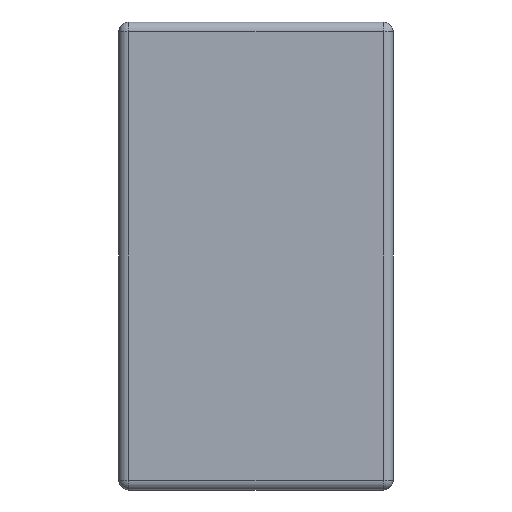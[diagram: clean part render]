
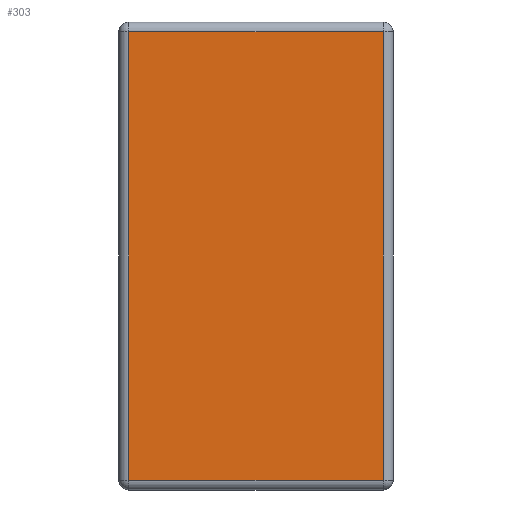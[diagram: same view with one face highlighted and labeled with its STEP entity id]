
A CAD part, left-side view. The second image highlights one B-rep face of the part: STEP entity #303.
In plain terms, the highlighted planar face has unit normal (-1, 0, 0).
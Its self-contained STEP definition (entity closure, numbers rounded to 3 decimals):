
#303 = ADVANCED_FACE ( 'NONE', ( #2410 ), #3798, .T. ) ;
#478 = DIRECTION ( 'NONE',  ( 0., -1., 0. ) ) ;
#913 = DIRECTION ( 'NONE',  ( 0., 0., 1. ) ) ;
#960 = ORIENTED_EDGE ( 'NONE', *, *, #3040, .T. ) ;
#968 = VECTOR ( 'NONE', #1403, 1000. ) ;
#981 = CARTESIAN_POINT ( 'NONE',  ( 0., 1.64, -2.84 ) ) ;
#993 = ORIENTED_EDGE ( 'NONE', *, *, #3132, .T. ) ;
#1026 = CARTESIAN_POINT ( 'NONE',  ( 0., 1.64, -2.9 ) ) ;
#1052 = CARTESIAN_POINT ( 'NONE',  ( 0., 0.06, 0. ) ) ;
#1280 = CARTESIAN_POINT ( 'NONE',  ( 0., 0.06, -2.84 ) ) ;
#1403 = DIRECTION ( 'NONE',  ( 0., 1., 0. ) ) ;
#1615 = EDGE_LOOP ( 'NONE', ( #1802, #2228, #993, #960 ) ) ;
#1643 = AXIS2_PLACEMENT_3D ( 'NONE', #3830, #4162, #913 ) ;
#1713 = VECTOR ( 'NONE', #3523, 1000. ) ;
#1754 = DIRECTION ( 'NONE',  ( 0., 0., -1. ) ) ;
#1802 = ORIENTED_EDGE ( 'NONE', *, *, #3934, .T. ) ;
#2012 = VECTOR ( 'NONE', #478, 1000. ) ;
#2228 = ORIENTED_EDGE ( 'NONE', *, *, #3590, .T. ) ;
#2273 = VERTEX_POINT ( 'NONE', #981 ) ;
#2410 = FACE_OUTER_BOUND ( 'NONE', #1615, .T. ) ;
#2468 = VERTEX_POINT ( 'NONE', #3630 ) ;
#2645 = VERTEX_POINT ( 'NONE', #1280 ) ;
#2649 = LINE ( 'NONE', #1052, #1713 ) ;
#2805 = CARTESIAN_POINT ( 'NONE',  ( 0., 1.7, -0.06 ) ) ;
#2814 = LINE ( 'NONE', #1026, #3046 ) ;
#3040 = EDGE_CURVE ( 'NONE', #3673, #2273, #2814, .T. ) ;
#3046 = VECTOR ( 'NONE', #1754, 1000. ) ;
#3132 = EDGE_CURVE ( 'NONE', #2468, #3673, #4309, .T. ) ;
#3523 = DIRECTION ( 'NONE',  ( 0., 0., 1. ) ) ;
#3533 = LINE ( 'NONE', #4453, #2012 ) ;
#3590 = EDGE_CURVE ( 'NONE', #2645, #2468, #2649, .T. ) ;
#3630 = CARTESIAN_POINT ( 'NONE',  ( 0., 0.06, -0.06 ) ) ;
#3673 = VERTEX_POINT ( 'NONE', #4318 ) ;
#3798 = PLANE ( 'NONE',  #1643 ) ;
#3830 = CARTESIAN_POINT ( 'NONE',  ( 0., 0., 0. ) ) ;
#3934 = EDGE_CURVE ( 'NONE', #2273, #2645, #3533, .T. ) ;
#4162 = DIRECTION ( 'NONE',  ( -1., 0., 0. ) ) ;
#4309 = LINE ( 'NONE', #2805, #968 ) ;
#4318 = CARTESIAN_POINT ( 'NONE',  ( 0., 1.64, -0.06 ) ) ;
#4453 = CARTESIAN_POINT ( 'NONE',  ( 0., 0., -2.84 ) ) ;
